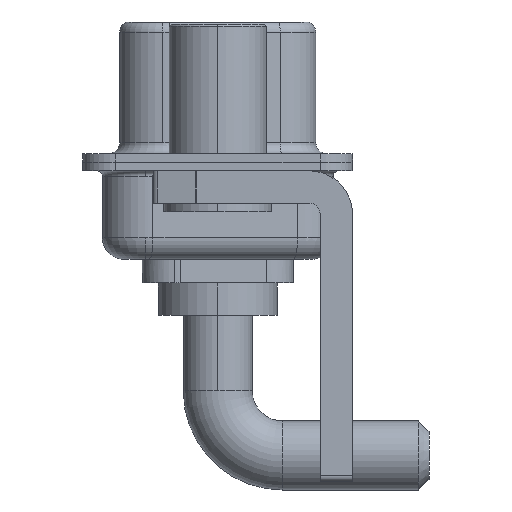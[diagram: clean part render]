
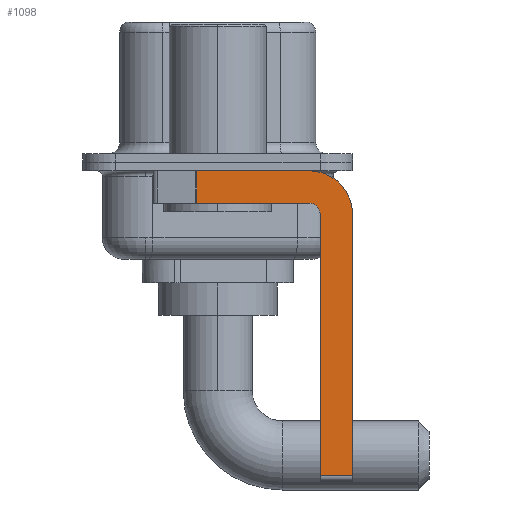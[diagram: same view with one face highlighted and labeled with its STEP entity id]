
A CAD part, left-side view. The second image highlights one B-rep face of the part: STEP entity #1098.
In plain terms, the highlighted planar face has unit normal (-1, 0, 0).
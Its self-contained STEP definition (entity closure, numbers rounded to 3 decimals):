
#2 = VERTEX_POINT ( 'NONE', #13020 ) ;
#49 = LINE ( 'NONE', #12923, #2198 ) ;
#692 = DIRECTION ( 'NONE',  ( 0., 0., 1. ) ) ;
#839 = VECTOR ( 'NONE', #2535, 1000. ) ;
#1098 = ADVANCED_FACE ( 'NONE', ( #14780 ), #7983, .F. ) ;
#1305 = CIRCLE ( 'NONE', #2778, 0.5 ) ;
#1362 = VERTEX_POINT ( 'NONE', #5577 ) ;
#1575 = EDGE_CURVE ( 'NONE', #14778, #1362, #15033, .T. ) ;
#1890 = VECTOR ( 'NONE', #3313, 1000. ) ;
#2063 = EDGE_LOOP ( 'NONE', ( #13464, #15433, #8881, #9286, #5647, #5204, #9199, #2554 ) ) ;
#2198 = VECTOR ( 'NONE', #5650, 1000. ) ;
#2535 = DIRECTION ( 'NONE',  ( 0., -1., 0. ) ) ;
#2554 = ORIENTED_EDGE ( 'NONE', *, *, #6451, .F. ) ;
#2713 = CARTESIAN_POINT ( 'NONE',  ( -2.9, 3., -0.4 ) ) ;
#2778 = AXIS2_PLACEMENT_3D ( 'NONE', #7909, #6343, #17583 ) ;
#3181 = DIRECTION ( 'NONE',  ( 1., 0., 0. ) ) ;
#3243 = VECTOR ( 'NONE', #692, 1000. ) ;
#3313 = DIRECTION ( 'NONE',  ( 0., 1., 0. ) ) ;
#3776 = EDGE_CURVE ( 'NONE', #13851, #9837, #13171, .T. ) ;
#3920 = EDGE_CURVE ( 'NONE', #12325, #15007, #10492, .T. ) ;
#4468 = DIRECTION ( 'NONE',  ( 0., 0., -1. ) ) ;
#4513 = CARTESIAN_POINT ( 'NONE',  ( -2.9, -4.25, -1.9 ) ) ;
#4877 = LINE ( 'NONE', #4513, #1890 ) ;
#4945 = DIRECTION ( 'NONE',  ( 0., 0., -1. ) ) ;
#5204 = ORIENTED_EDGE ( 'NONE', *, *, #7815, .T. ) ;
#5577 = CARTESIAN_POINT ( 'NONE',  ( -2.9, -4.75, -2.4 ) ) ;
#5647 = ORIENTED_EDGE ( 'NONE', *, *, #1575, .F. ) ;
#5650 = DIRECTION ( 'NONE',  ( 0., -1., 0. ) ) ;
#6162 = CARTESIAN_POINT ( 'NONE',  ( -2.9, 0.978, -1.9 ) ) ;
#6343 = DIRECTION ( 'NONE',  ( -1., 0., 0. ) ) ;
#6451 = EDGE_CURVE ( 'NONE', #8904, #13851, #15377, .T. ) ;
#6532 = DIRECTION ( 'NONE',  ( 0., 0., -1. ) ) ;
#7401 = EDGE_CURVE ( 'NONE', #2, #15007, #4877, .T. ) ;
#7606 = EDGE_CURVE ( 'NONE', #1362, #2, #1305, .T. ) ;
#7815 = EDGE_CURVE ( 'NONE', #14778, #9837, #49, .T. ) ;
#7909 = CARTESIAN_POINT ( 'NONE',  ( -2.9, -4.25, -2.4 ) ) ;
#7983 = PLANE ( 'NONE',  #8810 ) ;
#8570 = CARTESIAN_POINT ( 'NONE',  ( -2.9, -6.25, -2.4 ) ) ;
#8810 = AXIS2_PLACEMENT_3D ( 'NONE', #9281, #17565, #4945 ) ;
#8881 = ORIENTED_EDGE ( 'NONE', *, *, #7401, .F. ) ;
#8904 = VERTEX_POINT ( 'NONE', #16579 ) ;
#9199 = ORIENTED_EDGE ( 'NONE', *, *, #3776, .F. ) ;
#9281 = CARTESIAN_POINT ( 'NONE',  ( -2.9, -4.25, -2.4 ) ) ;
#9286 = ORIENTED_EDGE ( 'NONE', *, *, #7606, .F. ) ;
#9837 = VERTEX_POINT ( 'NONE', #17016 ) ;
#9951 = CARTESIAN_POINT ( 'NONE',  ( -2.9, -4.75, -14.55 ) ) ;
#10492 = LINE ( 'NONE', #6162, #11761 ) ;
#10626 = CARTESIAN_POINT ( 'NONE',  ( -2.9, 0.978, -0.4 ) ) ;
#10713 = CARTESIAN_POINT ( 'NONE',  ( -2.9, -4.75, -14.8 ) ) ;
#11176 = EDGE_CURVE ( 'NONE', #12325, #8904, #15135, .T. ) ;
#11464 = VECTOR ( 'NONE', #17047, 1000. ) ;
#11761 = VECTOR ( 'NONE', #6532, 1000. ) ;
#12213 = CARTESIAN_POINT ( 'NONE',  ( -2.9, -6.25, -2.4 ) ) ;
#12325 = VERTEX_POINT ( 'NONE', #10626 ) ;
#12715 = AXIS2_PLACEMENT_3D ( 'NONE', #12844, #3181, #4468 ) ;
#12844 = CARTESIAN_POINT ( 'NONE',  ( -2.9, -4.25, -2.4 ) ) ;
#12923 = CARTESIAN_POINT ( 'NONE',  ( -2.9, -4.25, -14.55 ) ) ;
#13020 = CARTESIAN_POINT ( 'NONE',  ( -2.9, -4.25, -1.9 ) ) ;
#13171 = LINE ( 'NONE', #8570, #11464 ) ;
#13264 = CARTESIAN_POINT ( 'NONE',  ( -2.9, 0.978, -1.9 ) ) ;
#13464 = ORIENTED_EDGE ( 'NONE', *, *, #11176, .F. ) ;
#13851 = VERTEX_POINT ( 'NONE', #12213 ) ;
#14778 = VERTEX_POINT ( 'NONE', #9951 ) ;
#14780 = FACE_OUTER_BOUND ( 'NONE', #2063, .T. ) ;
#15007 = VERTEX_POINT ( 'NONE', #13264 ) ;
#15033 = LINE ( 'NONE', #10713, #3243 ) ;
#15135 = LINE ( 'NONE', #2713, #839 ) ;
#15377 = CIRCLE ( 'NONE', #12715, 2. ) ;
#15433 = ORIENTED_EDGE ( 'NONE', *, *, #3920, .T. ) ;
#16579 = CARTESIAN_POINT ( 'NONE',  ( -2.9, -4.25, -0.4 ) ) ;
#17016 = CARTESIAN_POINT ( 'NONE',  ( -2.9, -6.25, -14.55 ) ) ;
#17047 = DIRECTION ( 'NONE',  ( 0., 0., -1. ) ) ;
#17565 = DIRECTION ( 'NONE',  ( 1., 0., 0. ) ) ;
#17583 = DIRECTION ( 'NONE',  ( 0., 0., 1. ) ) ;
